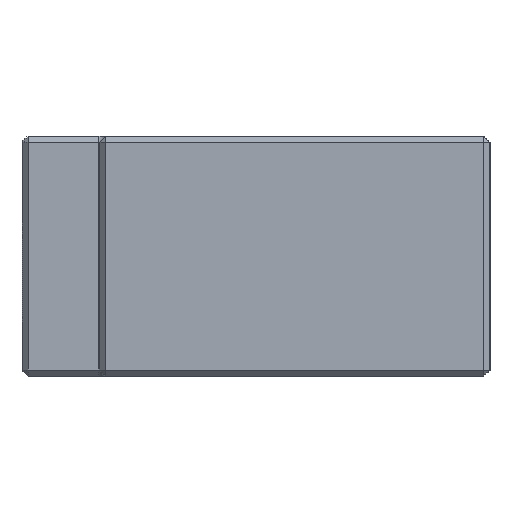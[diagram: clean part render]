
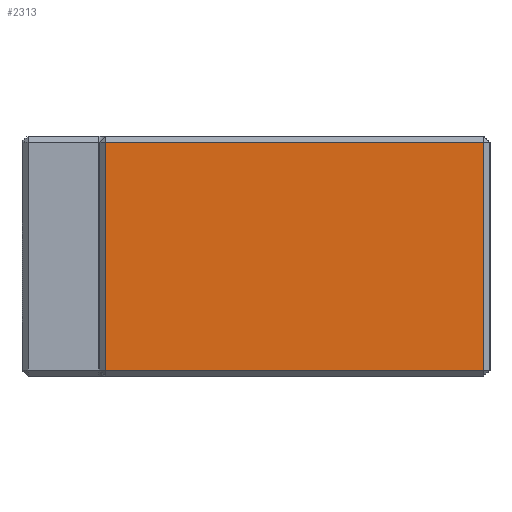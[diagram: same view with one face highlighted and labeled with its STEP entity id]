
A CAD part, left-side view. The second image highlights one B-rep face of the part: STEP entity #2313.
In plain terms, the highlighted planar face has unit normal (-1, 0, 0).
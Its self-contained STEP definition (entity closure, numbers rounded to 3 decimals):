
#215 = CARTESIAN_POINT ( 'NONE',  ( -30., -22., 9.5 ) ) ;
#223 = DIRECTION ( 'NONE',  ( 0., 1., 0. ) ) ;
#353 = DIRECTION ( 'NONE',  ( 0., -1., 0. ) ) ;
#435 = DIRECTION ( 'NONE',  ( 1., 0., 0. ) ) ;
#473 = VERTEX_POINT ( 'NONE', #2396 ) ;
#505 = VERTEX_POINT ( 'NONE', #2574 ) ;
#639 = ORIENTED_EDGE ( 'NONE', *, *, #1227, .T. ) ;
#647 = ORIENTED_EDGE ( 'NONE', *, *, #1195, .T. ) ;
#671 = ORIENTED_EDGE ( 'NONE', *, *, #1149, .T. ) ;
#674 = ORIENTED_EDGE ( 'NONE', *, *, #1114, .T. ) ;
#980 = VERTEX_POINT ( 'NONE', #1421 ) ;
#1114 = EDGE_CURVE ( 'NONE', #473, #3615, #1945, .T. ) ;
#1149 = EDGE_CURVE ( 'NONE', #3615, #980, #1877, .T. ) ;
#1153 = DIRECTION ( 'NONE',  ( 0., 0., -1. ) ) ;
#1172 = PLANE ( 'NONE',  #1649 ) ;
#1177 = CARTESIAN_POINT ( 'NONE',  ( -30., -22., 10. ) ) ;
#1195 = EDGE_CURVE ( 'NONE', #980, #505, #1869, .T. ) ;
#1227 = EDGE_CURVE ( 'NONE', #505, #473, #1865, .T. ) ;
#1253 = CARTESIAN_POINT ( 'NONE',  ( -30., 10., -9.5 ) ) ;
#1323 = FACE_OUTER_BOUND ( 'NONE', #1852, .T. ) ;
#1421 = CARTESIAN_POINT ( 'NONE',  ( -30., -21.5, -9.5 ) ) ;
#1649 = AXIS2_PLACEMENT_3D ( 'NONE', #1177, #435, #1153 ) ;
#1839 = VECTOR ( 'NONE', #223, 1000. ) ;
#1852 = EDGE_LOOP ( 'NONE', ( #674, #671, #647, #639 ) ) ;
#1865 = LINE ( 'NONE', #215, #1839 ) ;
#1869 = LINE ( 'NONE', #3226, #1886 ) ;
#1872 = VECTOR ( 'NONE', #353, 1000. ) ;
#1877 = LINE ( 'NONE', #1977, #1872 ) ;
#1886 = VECTOR ( 'NONE', #2881, 1000. ) ;
#1910 = VECTOR ( 'NONE', #2817, 1000. ) ;
#1945 = LINE ( 'NONE', #2167, #1910 ) ;
#1977 = CARTESIAN_POINT ( 'NONE',  ( -30., -22., -9.5 ) ) ;
#2167 = CARTESIAN_POINT ( 'NONE',  ( -30., 10., 10. ) ) ;
#2313 = ADVANCED_FACE ( 'NONE', ( #1323 ), #1172, .F. ) ;
#2396 = CARTESIAN_POINT ( 'NONE',  ( -30., 10., 9.5 ) ) ;
#2574 = CARTESIAN_POINT ( 'NONE',  ( -30., -21.5, 9.5 ) ) ;
#2817 = DIRECTION ( 'NONE',  ( 0., 0., -1. ) ) ;
#2881 = DIRECTION ( 'NONE',  ( 0., 0., 1. ) ) ;
#3226 = CARTESIAN_POINT ( 'NONE',  ( -30., -21.5, 10. ) ) ;
#3615 = VERTEX_POINT ( 'NONE', #1253 ) ;
